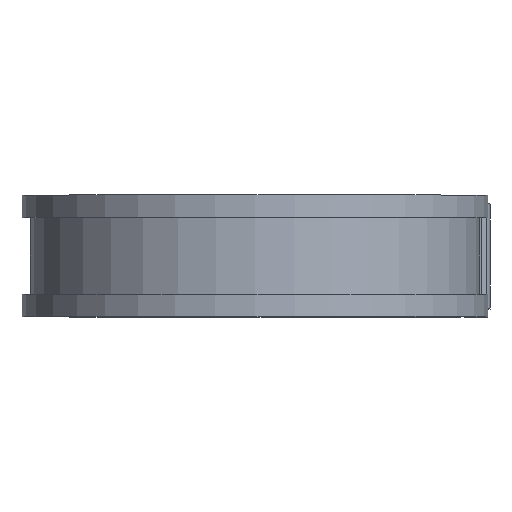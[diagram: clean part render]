
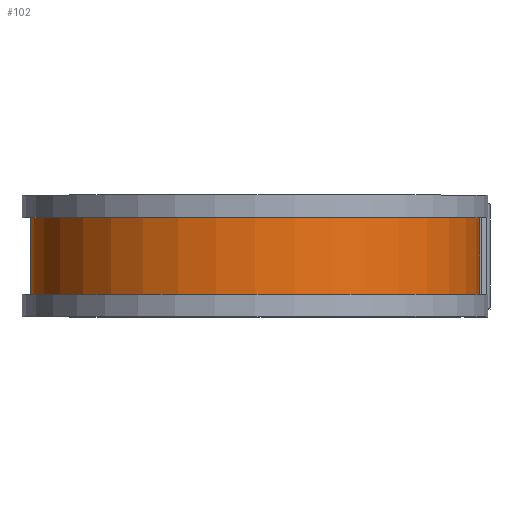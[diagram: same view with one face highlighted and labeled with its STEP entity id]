
A CAD part, top view. The second image highlights one B-rep face of the part: STEP entity #102.
In plain terms, the highlighted cylindrical face has radius 40.843 mm (diameter 81.686 mm), a partial arc.
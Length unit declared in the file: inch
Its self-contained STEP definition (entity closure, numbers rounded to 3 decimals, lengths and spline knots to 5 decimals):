
#23 = DIRECTION ( 'NONE',  ( 0., -1., 0. ) ) ;
#102 = ADVANCED_FACE ( 'NONE', ( #1694 ), #1405, .T. ) ;
#147 = ORIENTED_EDGE ( 'NONE', *, *, #1176, .F. ) ;
#212 = EDGE_CURVE ( 'NONE', #641, #375, #228, .T. ) ;
#215 = AXIS2_PLACEMENT_3D ( 'NONE', #319, #23, #1436 ) ;
#228 = CIRCLE ( 'NONE', #235, 1.608 ) ;
#235 = AXIS2_PLACEMENT_3D ( 'NONE', #1020, #1059, #1064 ) ;
#248 = CARTESIAN_POINT ( 'NONE',  ( 0., -0.275, -1.608 ) ) ;
#250 = ORIENTED_EDGE ( 'NONE', *, *, #519, .T. ) ;
#258 = VERTEX_POINT ( 'NONE', #1248 ) ;
#319 = CARTESIAN_POINT ( 'NONE',  ( 0., 0.375, 0. ) ) ;
#340 = AXIS2_PLACEMENT_3D ( 'NONE', #1477, #1337, #1194 ) ;
#375 = VERTEX_POINT ( 'NONE', #405 ) ;
#405 = CARTESIAN_POINT ( 'NONE',  ( 0., 0.275, -1.608 ) ) ;
#452 = CARTESIAN_POINT ( 'NONE',  ( 1.608, 0.275, 0. ) ) ;
#493 = LINE ( 'NONE', #1427, #1700 ) ;
#516 = CARTESIAN_POINT ( 'NONE',  ( 1.608, 0.375, 0. ) ) ;
#519 = EDGE_CURVE ( 'NONE', #375, #1377, #493, .T. ) ;
#530 = VECTOR ( 'NONE', #534, 39.37008 ) ;
#534 = DIRECTION ( 'NONE',  ( 0., -1., 0. ) ) ;
#641 = VERTEX_POINT ( 'NONE', #452 ) ;
#780 = EDGE_CURVE ( 'NONE', #641, #258, #1628, .T. ) ;
#1020 = CARTESIAN_POINT ( 'NONE',  ( 0., 0.275, 0. ) ) ;
#1059 = DIRECTION ( 'NONE',  ( 0., -1., 0. ) ) ;
#1064 = DIRECTION ( 'NONE',  ( 0., 0., -1. ) ) ;
#1176 = EDGE_CURVE ( 'NONE', #258, #1377, #1504, .T. ) ;
#1194 = DIRECTION ( 'NONE',  ( 0., 0., -1. ) ) ;
#1235 = ORIENTED_EDGE ( 'NONE', *, *, #212, .T. ) ;
#1245 = ORIENTED_EDGE ( 'NONE', *, *, #780, .F. ) ;
#1248 = CARTESIAN_POINT ( 'NONE',  ( 1.608, -0.275, 0. ) ) ;
#1337 = DIRECTION ( 'NONE',  ( 0., -1., 0. ) ) ;
#1377 = VERTEX_POINT ( 'NONE', #248 ) ;
#1405 = CYLINDRICAL_SURFACE ( 'NONE', #215, 1.608 ) ;
#1411 = DIRECTION ( 'NONE',  ( 0., -1., 0. ) ) ;
#1427 = CARTESIAN_POINT ( 'NONE',  ( 0., 0.375, -1.608 ) ) ;
#1436 = DIRECTION ( 'NONE',  ( 0., 0., -1. ) ) ;
#1444 = EDGE_LOOP ( 'NONE', ( #1245, #1235, #250, #147 ) ) ;
#1477 = CARTESIAN_POINT ( 'NONE',  ( 0., -0.275, 0. ) ) ;
#1504 = CIRCLE ( 'NONE', #340, 1.608 ) ;
#1628 = LINE ( 'NONE', #516, #530 ) ;
#1694 = FACE_OUTER_BOUND ( 'NONE', #1444, .T. ) ;
#1700 = VECTOR ( 'NONE', #1411, 39.37008 ) ;
